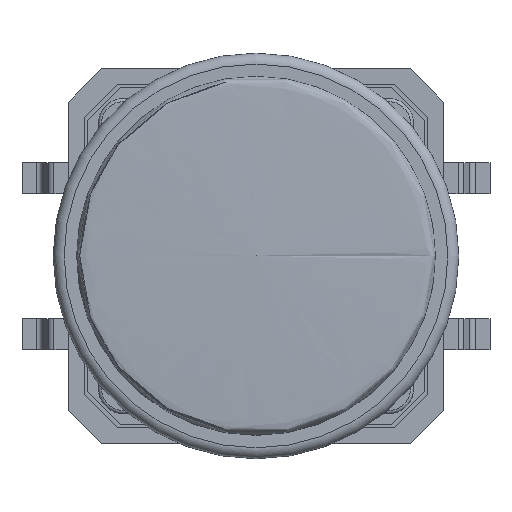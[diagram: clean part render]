
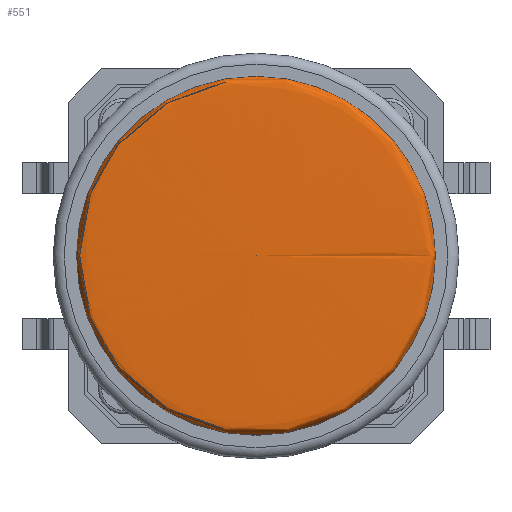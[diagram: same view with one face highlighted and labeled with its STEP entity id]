
A CAD part, top view. The second image highlights one B-rep face of the part: STEP entity #551.
In plain terms, the highlighted face is a revolution surface.
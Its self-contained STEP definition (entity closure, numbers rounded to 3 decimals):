
#213 = EDGE_CURVE('',#214,#214,#216,.T.);
#214 = VERTEX_POINT('',#215);
#215 = CARTESIAN_POINT('',(5.751,0.,9.85));
#216 = CIRCLE('',#217,5.751);
#217 = AXIS2_PLACEMENT_3D('',#218,#219,#220);
#218 = CARTESIAN_POINT('',(0.,0.,9.85));
#219 = DIRECTION('',(0.,0.,-1.));
#220 = DIRECTION('',(1.,0.,0.));
#551 = ADVANCED_FACE('',(#552),#568,.T.);
#552 = FACE_BOUND('',#553,.T.);
#553 = EDGE_LOOP('',(#554,#566,#567));
#554 = ORIENTED_EDGE('',*,*,#555,.T.);
#555 = EDGE_CURVE('',#556,#214,#558,.T.);
#556 = VERTEX_POINT('',#557);
#557 = CARTESIAN_POINT('',(0.,0.,10.3));
#558 = B_SPLINE_CURVE_WITH_KNOTS('',3,(#559,#560,#561,#562,#563,#564,
    #565),.UNSPECIFIED.,.F.,.F.,(4,1,1,1,4),(0.,0.25,0.5,0.75,1.),
  .QUASI_UNIFORM_KNOTS.);
#559 = CARTESIAN_POINT('',(0.,0.,10.3));
#560 = CARTESIAN_POINT('',(5.376,0.,10.204));
#561 = CARTESIAN_POINT('',(5.641,0.,10.157));
#562 = CARTESIAN_POINT('',(5.676,0.,10.121));
#563 = CARTESIAN_POINT('',(5.731,0.,10.067));
#564 = CARTESIAN_POINT('',(5.75,0.,9.998));
#565 = CARTESIAN_POINT('',(5.751,0.,9.85));
#566 = ORIENTED_EDGE('',*,*,#213,.F.);
#567 = ORIENTED_EDGE('',*,*,#555,.F.);
#568 = SURFACE_OF_REVOLUTION('',#569,#577);
#569 = B_SPLINE_CURVE_WITH_KNOTS('',3,(#570,#571,#572,#573,#574,#575,
    #576),.UNSPECIFIED.,.F.,.F.,(4,1,1,1,4),(0.,0.25,0.5,0.75,1.),
  .QUASI_UNIFORM_KNOTS.);
#570 = CARTESIAN_POINT('',(0.,0.,10.3));
#571 = CARTESIAN_POINT('',(5.376,0.,10.204));
#572 = CARTESIAN_POINT('',(5.641,0.,10.157));
#573 = CARTESIAN_POINT('',(5.676,0.,10.121));
#574 = CARTESIAN_POINT('',(5.731,0.,10.067));
#575 = CARTESIAN_POINT('',(5.75,0.,9.998));
#576 = CARTESIAN_POINT('',(5.751,0.,9.85));
#577 = AXIS1_PLACEMENT('',#578,#579);
#578 = CARTESIAN_POINT('',(0.,0.,5.3));
#579 = DIRECTION('',(0.,0.,-1.));
